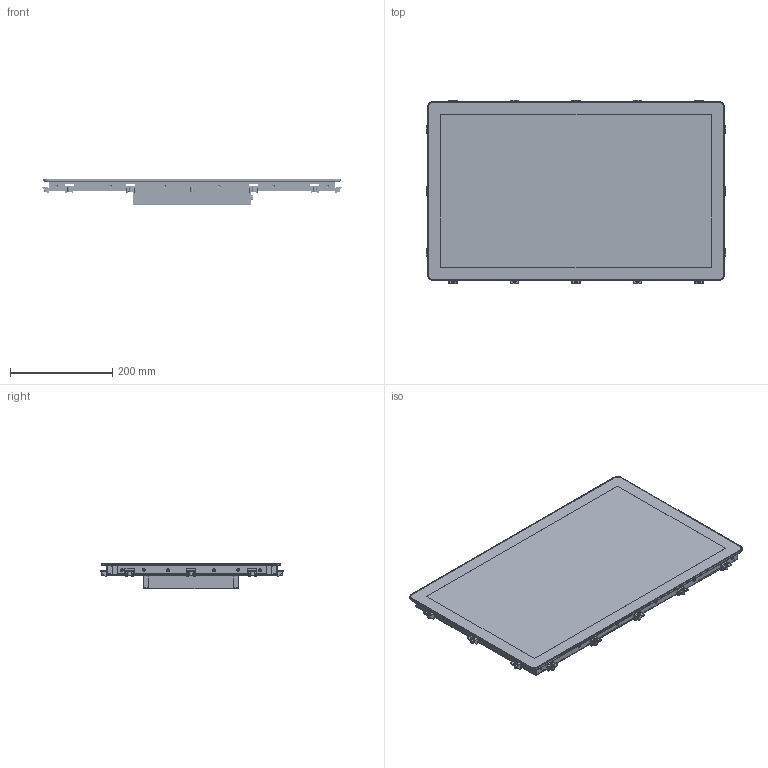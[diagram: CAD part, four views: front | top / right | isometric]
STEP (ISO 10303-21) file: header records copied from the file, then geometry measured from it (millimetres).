
FILE_DESCRIPTION (( 'STEP AP203' ), '1' );
FILE_NAME ('IDP31-238WP_IP65_assy_V2-20231027.STEP', '2023-10-27T01:39:17', ( '' ), ( '' ), 'SwSTEP 2.0', 'SolidWorks 2022', '' );
FILE_SCHEMA (( 'CONFIG_CONTROL_DESIGN' ));
Products named in the file (1): IDP31-238WP_IP65_assy_V2-20231027
Bounding box: 585.28 x 358.78 x 50.45 mm (x, y, z)
Surface area: 1363948.2 mm2 (no closed solid volume)
Topology: 0 solids, 176 shells, 9310 faces, 24247 edges, 15862 vertices
Faces by surface type: plane 7157, cylinder 1635, cone 210, torus 194, bspline 113, sphere 1
Entity records: 289655 total; most frequent: CARTESIAN_POINT 57587, ORIENTED_EDGE 48424, DIRECTION 45978, EDGE_CURVE 24228, LINE 19874, VECTOR 19874, VERTEX_POINT 15860, AXIS2_PLACEMENT_3D 13052
